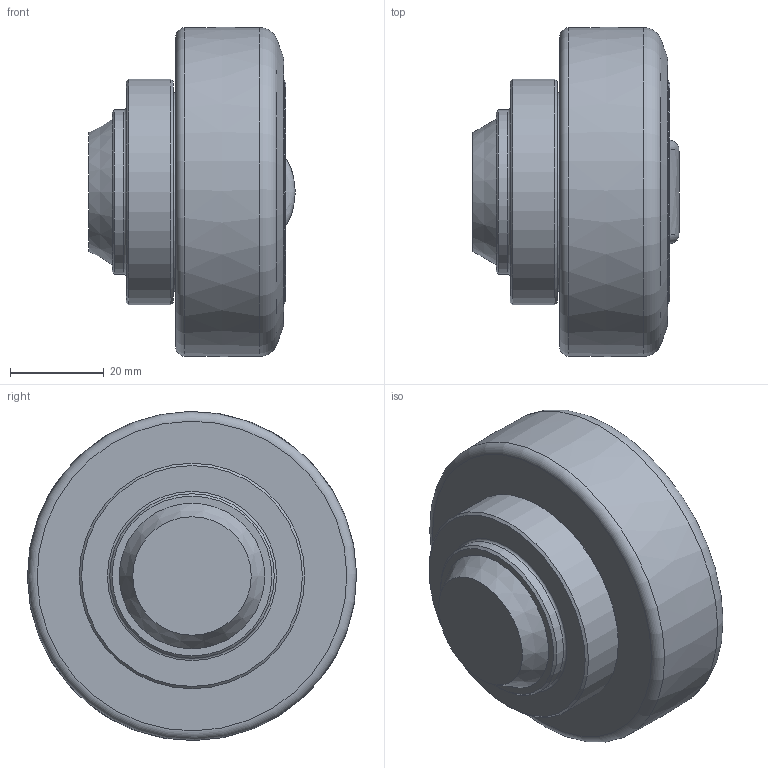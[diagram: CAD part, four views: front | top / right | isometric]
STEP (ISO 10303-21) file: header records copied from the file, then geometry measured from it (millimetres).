
FILE_DESCRIPTION((''),'2;1');
FILE_NAME('ALFATEC_TR 070.0200.stp','2012-11-02T09:09:08',('Wenzelburger'),(''),'Autodesk Inventor 2012','Autodesk Inventor 2012','');
FILE_SCHEMA(('AUTOMOTIVE_DESIGN { 1 0 10303 214 1 1 1 1 }'));
Length unit declared in the file: millimetre
Products named in the file (1): TR 070.0200_Konturvereinfachung_1
Bounding box: 44 x 70.09 x 70.09 mm (x, y, z)
Volume: 112432.1 mm3; surface area: 15041.4 mm2
Topology: 1 solids, 2 shells, 27 faces, 46 edges, 29 vertices
Faces by surface type: plane 8, cone 6, torus 6, cylinder 5, bspline 2
Full cylindrical faces by diameter (mm): 2.5 x1, 35 x1, 47.3 x1, 48 x1
Entity records: 706 total; most frequent: CARTESIAN_POINT 206, DIRECTION 98, ORIENTED_EDGE 56, AXIS2_PLACEMENT_3D 49, EDGE_LOOP 48, EDGE_CURVE 28, FACE_OUTER_BOUND 27, ADVANCED_FACE 27
